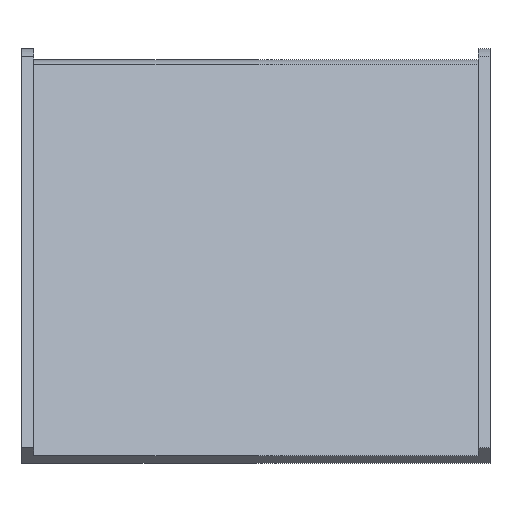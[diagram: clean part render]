
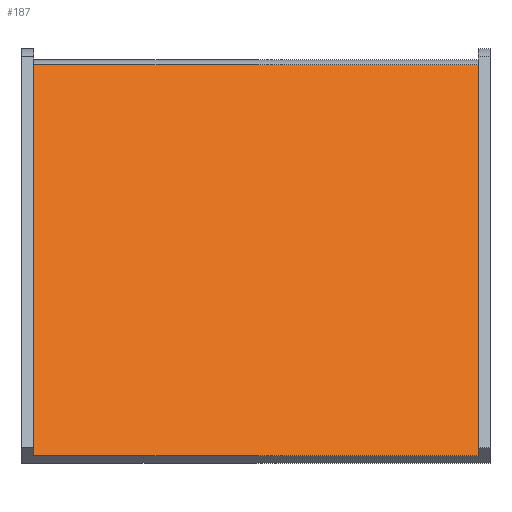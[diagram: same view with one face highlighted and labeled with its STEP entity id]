
A CAD part, top view. The second image highlights one B-rep face of the part: STEP entity #187.
In plain terms, the highlighted planar face has unit normal (0, 0.707, 0.707).
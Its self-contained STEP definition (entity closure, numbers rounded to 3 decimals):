
#148=CARTESIAN_POINT('',(0.0,-0.47,0.701));
#149=DIRECTION('',(0.,0.707,0.707));
#150=DIRECTION('',(1.0,0.0,0.0));
#151=AXIS2_PLACEMENT_3D('',#148,#149,#150);
#152=PLANE('',#151);
#153=CARTESIAN_POINT('',(-27.75,-49.382,49.613));
#154=VERTEX_POINT('',#153);
#155=CARTESIAN_POINT('',(27.75,-49.382,49.613));
#156=VERTEX_POINT('',#155);
#157=CARTESIAN_POINT('',(-27.75,-49.382,49.613));
#158=DIRECTION('',(1.0,0.0,0.0));
#159=VECTOR('',#158,55.5);
#160=LINE('',#157,#159);
#161=EDGE_CURVE('',#154,#156,#160,.T.);
#162=ORIENTED_EDGE('',*,*,#161,.T.);
#163=CARTESIAN_POINT('',(27.75,-0.47,0.701));
#164=VERTEX_POINT('',#163);
#165=CARTESIAN_POINT('',(27.75,-0.47,0.701));
#166=DIRECTION('',(0.0,-0.707,0.707));
#167=VECTOR('',#166,69.172);
#168=LINE('',#165,#167);
#169=EDGE_CURVE('',#164,#156,#168,.T.);
#170=ORIENTED_EDGE('',*,*,#169,.F.);
#171=CARTESIAN_POINT('',(-27.75,-0.47,0.701));
#172=VERTEX_POINT('',#171);
#173=CARTESIAN_POINT('',(-27.75,-0.47,0.701));
#174=DIRECTION('',(1.0,0.0,0.0));
#175=VECTOR('',#174,55.5);
#176=LINE('',#173,#175);
#177=EDGE_CURVE('',#172,#164,#176,.T.);
#178=ORIENTED_EDGE('',*,*,#177,.F.);
#179=CARTESIAN_POINT('',(-27.75,-0.47,0.701));
#180=DIRECTION('',(0.0,-0.707,0.707));
#181=VECTOR('',#180,69.172);
#182=LINE('',#179,#181);
#183=EDGE_CURVE('',#172,#154,#182,.T.);
#184=ORIENTED_EDGE('',*,*,#183,.T.);
#185=EDGE_LOOP('',(#162,#170,#178,#184));
#186=FACE_OUTER_BOUND('',#185,.T.);
#187=ADVANCED_FACE('',(#186),#152,.T.);
